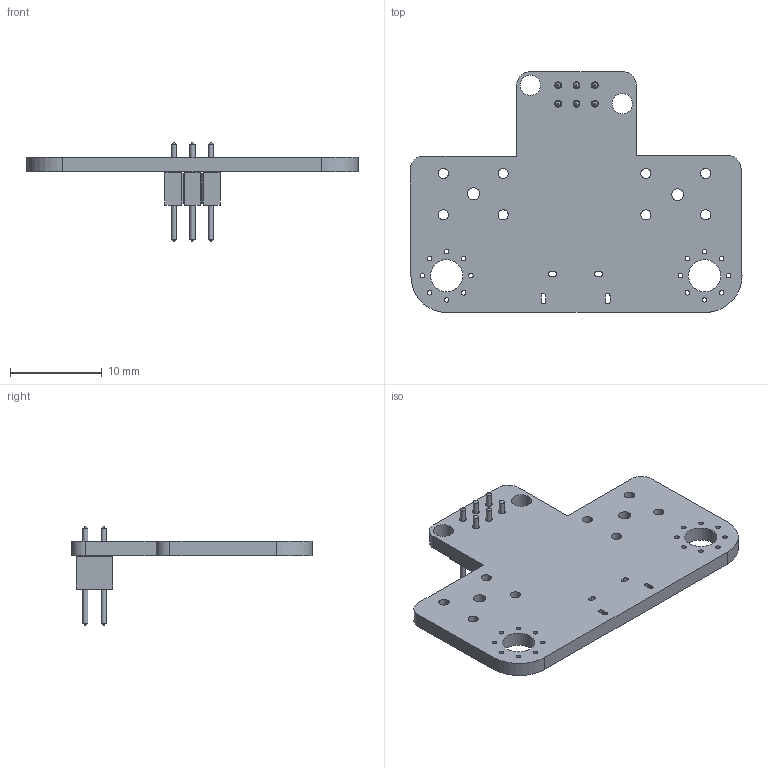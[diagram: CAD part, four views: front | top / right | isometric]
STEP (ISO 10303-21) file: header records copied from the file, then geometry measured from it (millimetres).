
FILE_DESCRIPTION(('KiCad electronic assembly'),'2;1');
FILE_NAME('USB-Tag.step','2023-06-23T21:15:34',('Pcbnew'),('Kicad'), 'Open CASCADE STEP processor 7.6','KiCad to STEP converter','Unknown' );
FILE_SCHEMA(('AUTOMOTIVE_DESIGN { 1 0 10303 214 1 1 1 1 }'));
Length unit declared in the file: millimetre
Products named in the file (4): USB-Tag 1; 838-22-006-10-001101; COMPOUND; USB-Tag PCB
Assembly tree (3 placements, depth 3):
  USB-Tag 1
    838-22-006-10-001101
      COMPOUND
    USB-Tag PCB
Bounding box: 36.1 x 26.2 x 10.67 mm (x, y, z)
Volume: 1187.4 mm3; surface area: 1977.7 mm2
Topology: 8 solids, 8 shells, 128 faces, 300 edges, 188 vertices
Faces by surface type: plane 60, cylinder 56, cone 12
Full cylindrical faces by diameter (mm): 0.5 x16, 0.56 x6, 0.75 x6, 1.1 x8, 1.3 x2, 2.2 x2, 3.5 x2
Entity records: 7776 total; most frequent: DIRECTION 1264, CARTESIAN_POINT 1244, LINE 640, VECTOR 640, ORIENTED_EDGE 600, PCURVE 600, DEFINITIONAL_REPRESENTATION 600, EDGE_CURVE 300
